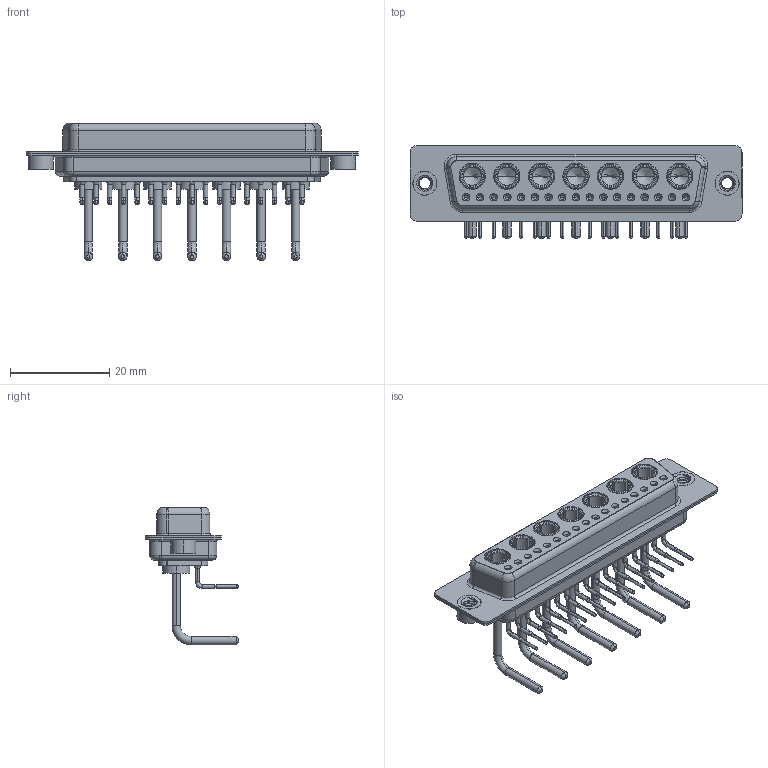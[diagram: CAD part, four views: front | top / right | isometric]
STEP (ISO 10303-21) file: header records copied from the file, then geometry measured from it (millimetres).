
FILE_DESCRIPTION (( 'STEP AP203' ), '1' );
FILE_NAME ('630-24W7250-1N2.STEP', '2022-06-08T23:42:25', ( '' ), ( '' ), 'SwSTEP 2.0', 'SolidWorks 2020', '' );
FILE_SCHEMA (( 'CONFIG_CONTROL_DESIGN' ));
Length unit declared in the file: millimetre
Products named in the file (7): 630Combo Housing_24W7; 630Combo Shell Rear_50 Contacts; Power Socket_Ext 10A RA 50; 630Combo Shell Front_50 Contacts; 630-24W7250-1N2; 630Combo Threaded Rivet_2; 630Combo Contact Row 3
Assembly tree (29 placements, depth 2):
  630-24W7250-1N2
    630Combo Housing_24W7
    630Combo Shell Front_50 Contacts
    630Combo Shell Rear_50 Contacts
    630Combo Threaded Rivet_2  x2
    Power Socket_Ext 10A RA 50  x7
    630Combo Contact Row 3  x17
Bounding box: 67 x 18.8 x 27.78 mm (x, y, z)
Volume: 6880.9 mm3; surface area: 14827.9 mm2
Topology: 36 solids, 36 shells, 1726 faces, 4422 edges, 2803 vertices
Faces by surface type: cylinder 703, plane 525, cone 318, torus 99, bspline 81
Entity records: 21205 total; most frequent: CARTESIAN_POINT 5003, DIRECTION 3389, ORIENTED_EDGE 2914, EDGE_CURVE 1457, AXIS2_PLACEMENT_3D 1414, VERTEX_POINT 929, CIRCLE 775, EDGE_LOOP 750
